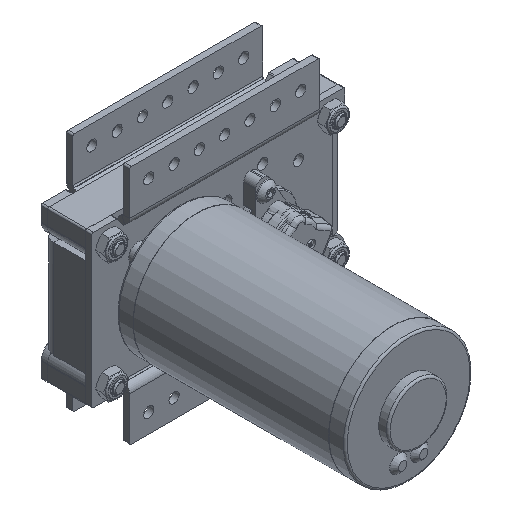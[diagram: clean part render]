
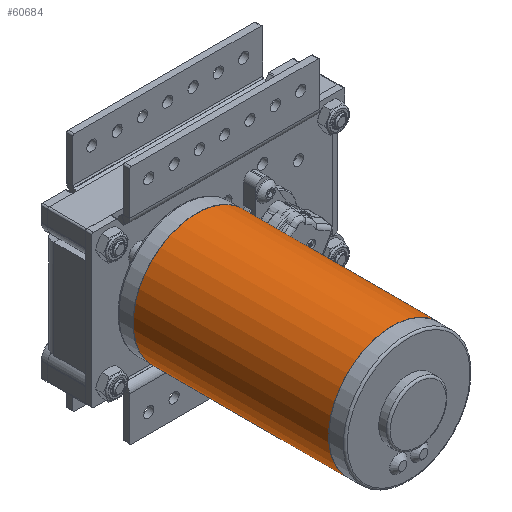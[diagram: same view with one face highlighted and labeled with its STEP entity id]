
A CAD part, isometric view. The second image highlights one B-rep face of the part: STEP entity #60684.
In plain terms, the highlighted cylindrical face has radius 32.004 mm (diameter 64.008 mm), a full revolution.
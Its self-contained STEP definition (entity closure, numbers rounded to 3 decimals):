
#6182 = DIRECTION ( 'NONE',  ( 0., 0., -1. ) ) ;
#8656 = AXIS2_PLACEMENT_3D ( 'NONE', #59105, #86621, #24905 ) ;
#10670 = CARTESIAN_POINT ( 'NONE',  ( 3.556, 109.296, -87.325 ) ) ;
#15381 = EDGE_LOOP ( 'NONE', ( #67952 ) ) ;
#17315 = FACE_OUTER_BOUND ( 'NONE', #15381, .T. ) ;
#17850 = DIRECTION ( 'NONE',  ( -1., 0., 0. ) ) ;
#18057 = CIRCLE ( 'NONE', #29547, 32.004 ) ;
#24905 = DIRECTION ( 'NONE',  ( -1., 0., 0. ) ) ;
#27536 = EDGE_CURVE ( 'NONE', #72284, #72284, #18057, .T. ) ;
#29547 = AXIS2_PLACEMENT_3D ( 'NONE', #52066, #79517, #17850 ) ;
#31469 = ORIENTED_EDGE ( 'NONE', *, *, #27536, .F. ) ;
#33556 = DIRECTION ( 'NONE',  ( -1., 0., 0. ) ) ;
#36589 = EDGE_CURVE ( 'NONE', #54267, #54267, #84884, .T. ) ;
#44792 = FACE_OUTER_BOUND ( 'NONE', #85228, .T. ) ;
#46095 = AXIS2_PLACEMENT_3D ( 'NONE', #67763, #6182, #33556 ) ;
#52066 = CARTESIAN_POINT ( 'NONE',  ( 35.56, 109.296, -87.325 ) ) ;
#54267 = VERTEX_POINT ( 'NONE', #81741 ) ;
#59105 = CARTESIAN_POINT ( 'NONE',  ( 35.56, 109.296, 10.82 ) ) ;
#60684 = ADVANCED_FACE ( 'NONE', ( #17315, #44792 ), #72179, .T. ) ;
#67763 = CARTESIAN_POINT ( 'NONE',  ( 35.56, 109.296, 10.82 ) ) ;
#67952 = ORIENTED_EDGE ( 'NONE', *, *, #36589, .T. ) ;
#72179 = CYLINDRICAL_SURFACE ( 'NONE', #8656, 32.004 ) ;
#72284 = VERTEX_POINT ( 'NONE', #10670 ) ;
#79517 = DIRECTION ( 'NONE',  ( 0., 0., -1. ) ) ;
#81741 = CARTESIAN_POINT ( 'NONE',  ( 3.556, 109.296, 10.82 ) ) ;
#84884 = CIRCLE ( 'NONE', #46095, 32.004 ) ;
#85228 = EDGE_LOOP ( 'NONE', ( #31469 ) ) ;
#86621 = DIRECTION ( 'NONE',  ( 0., 0., -1. ) ) ;
